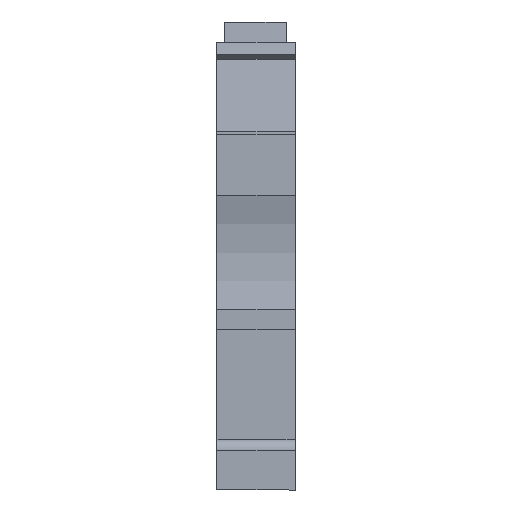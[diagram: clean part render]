
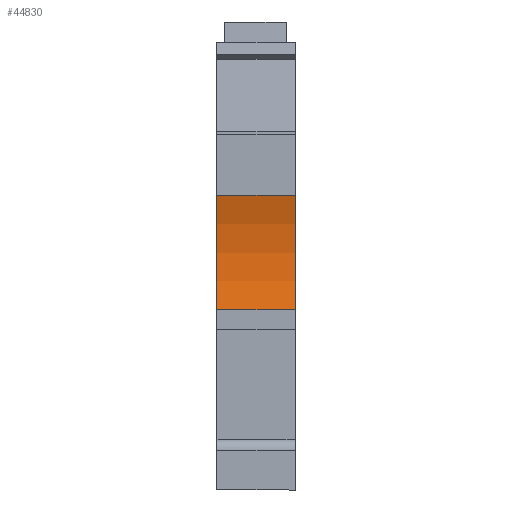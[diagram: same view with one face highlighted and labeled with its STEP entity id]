
A CAD part, front view. The second image highlights one B-rep face of the part: STEP entity #44830.
In plain terms, the highlighted cylindrical face has radius 15 mm (diameter 30 mm), a partial arc.
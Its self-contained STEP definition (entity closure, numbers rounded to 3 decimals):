
#4860=CARTESIAN_POINT('',(-47.2,-1.05,
1.));
#4870=VERTEX_POINT('',#4860);
#4900=CARTESIAN_POINT('',(-61.509,3.45,
1.));
#4910=DIRECTION('',(0.,0.,1.));
#4920=DIRECTION('',(1.,0.,0.));
#4930=AXIS2_PLACEMENT_3D('',#4900,#4910,#4920);
#4940=CIRCLE('',#4930,15.);
#4950=CARTESIAN_POINT('',(-47.2,7.95,
1.));
#4960=VERTEX_POINT('',#4950);
#4970=EDGE_CURVE('',#4870,#4960,#4940,.T.);
#28240=CARTESIAN_POINT('',(-47.2,7.95,
-5.15));
#28250=VERTEX_POINT('',#28240);
#28280=CARTESIAN_POINT('',(-61.509,3.45,
-5.15));
#28290=DIRECTION('',(0.,0.,1.));
#28300=DIRECTION('',(1.,0.,0.));
#28310=AXIS2_PLACEMENT_3D('',#28280,#28290,#28300);
#28320=CIRCLE('',#28310,15.);
#28330=CARTESIAN_POINT('',(-47.2,-1.05,-5.15));
#28340=VERTEX_POINT('',#28330);
#28350=EDGE_CURVE('',#28340,#28250,#28320,.T.);
#44620=CARTESIAN_POINT('',(-61.509,3.45,
-5.15));
#44630=DIRECTION('',(0.,0.,1.));
#44640=DIRECTION('',(1.,0.,0.));
#44650=AXIS2_PLACEMENT_3D('',#44620,#44630,#44640);
#44660=CYLINDRICAL_SURFACE('',#44650,15.);
#44670=CARTESIAN_POINT('',(-47.2,7.95,
-5.15));
#44680=DIRECTION('',(0.,0.,1.));
#44690=VECTOR('',#44680,1.);
#44700=LINE('',#44670,#44690);
#44710=EDGE_CURVE('',#28250,#4960,#44700,.T.);
#44720=ORIENTED_EDGE('',*,*,#44710,.F.);
#44730=ORIENTED_EDGE('',*,*,#4970,.T.);
#44740=CARTESIAN_POINT('',(-47.2,-1.05,-5.15));
#44750=DIRECTION('',(0.,0.,1.));
#44760=VECTOR('',#44750,1.);
#44770=LINE('',#44740,#44760);
#44780=EDGE_CURVE('',#28340,#4870,#44770,.T.);
#44790=ORIENTED_EDGE('',*,*,#44780,.T.);
#44800=ORIENTED_EDGE('',*,*,#28350,.F.);
#44810=EDGE_LOOP('',(#44800,#44790,#44730,#44720));
#44820=FACE_OUTER_BOUND('',#44810,.T.);
#44830=ADVANCED_FACE('',(#44820),#44660,.F.);
